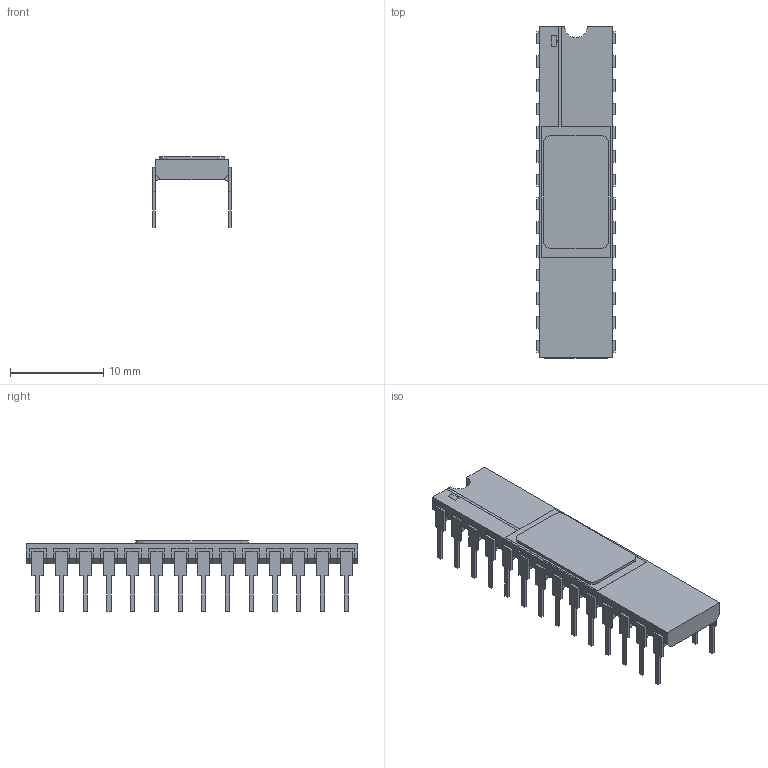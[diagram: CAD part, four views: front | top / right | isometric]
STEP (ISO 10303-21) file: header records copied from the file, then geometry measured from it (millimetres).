
FILE_DESCRIPTION((''),'2;1');
FILE_NAME('JDJ0028A_ASM','2018-06-19T15:09:28',('a0412086'),(''),'CREO PARAMETRIC BY PTC INC, 2017260','CREO PARAMETRIC BY PTC INC, 2017260','');
FILE_SCHEMA(('AUTOMOTIVE_DESIGN { 1 0 10303 214 1 1 1 1 }'));
Length unit declared in the file: millimetre
Products named in the file (7): CERAMIC_BODY; SEALRING; BRAZE_PAD; PIN; LID; BRAZE; JDJ0028A_ASM
Assembly tree (87 placements, depth 2):
  JDJ0028A_ASM
    CERAMIC_BODY
    SEALRING
    BRAZE_PAD  x28
    PIN  x28
    LID
    BRAZE  x28
Bounding box: 8.39 x 35.56 x 7.56 mm (x, y, z)
Volume: 657.3 mm3; surface area: 1785.3 mm2
Topology: 87 solids, 87 shells, 710 faces, 1608 edges, 1072 vertices
Faces by surface type: plane 677, cylinder 33
Entity records: 4000 total; most frequent: CARTESIAN_POINT 569, DIRECTION 565, ORIENTED_EDGE 300, AXIS2_PLACEMENT_3D 203, PRESENTATION_STYLE_ASSIGNMENT 156, STYLED_ITEM 156, CURVE_STYLE 150, EDGE_CURVE 150
